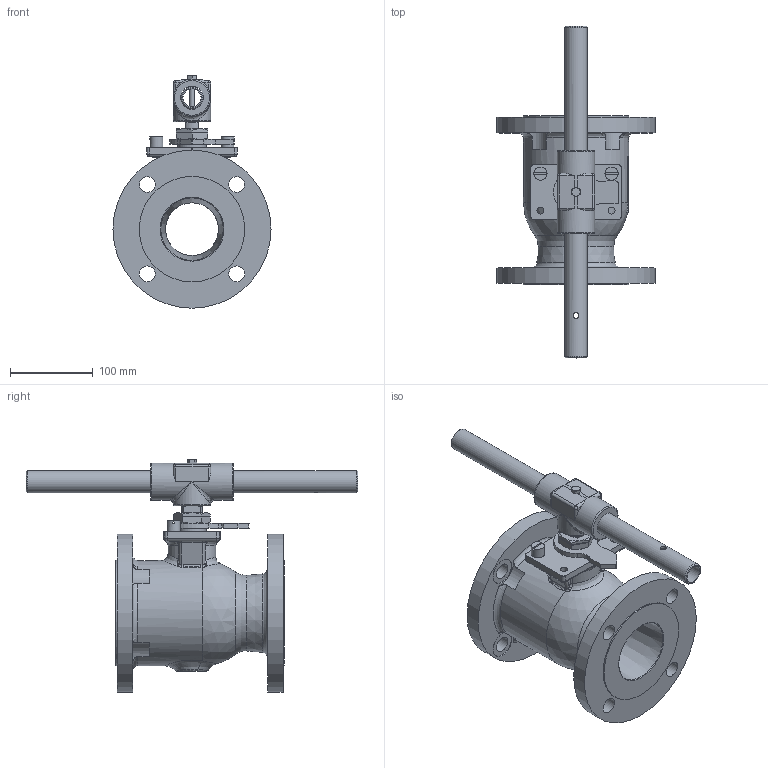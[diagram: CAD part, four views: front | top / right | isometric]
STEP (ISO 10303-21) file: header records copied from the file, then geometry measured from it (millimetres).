
FILE_DESCRIPTION((''),'2;1');
FILE_NAME('GA-F51-30-CL150-W-A-1.stp','2011-05-16T13:28:53',('jaday'),(''),'Autodesk Inventor 2009','Autodesk Inventor 2009','');
FILE_SCHEMA(('AUTOMOTIVE_DESIGN { 1 0 10303 214 1 1 1 1 }'));
Length unit declared in the file: millimetre
Products named in the file (9): GA-F51-30-CL150-W-A-1; GA-B05130-50100-A-1; GA-F51-30-STEM-BUILD-A-1; GA-51-30-041-A-1; GA-51-30-031-A-1; GA-44-30-061-A-1; GA-51-30-014-A-1; B00030-01026-A-1; M06-8-045-110-A-1
Assembly tree (9 placements, depth 2):
  GA-F51-30-CL150-W-A-1
    GA-B05130-50100-A-1
    GA-F51-30-STEM-BUILD-A-1
    GA-51-30-041-A-1
    GA-51-30-031-A-1  x2
    GA-44-30-061-A-1
    GA-51-30-014-A-1
    B00030-01026-A-1
    M06-8-045-110-A-1
Bounding box: 190.5 x 400 x 280.03 mm (x, y, z)
Volume: 2525283.7 mm3; surface area: 354417.7 mm2
Topology: 9 solids, 9 shells, 339 faces, 811 edges, 498 vertices
Faces by surface type: plane 124, cylinder 110, bspline 55, cone 34, sphere 11, torus 5
Full cylindrical faces by diameter (mm): 6 x1, 7 x5, 7.675 x2, 10 x2, 15.84 x2, 19 x8, 21.7 x1, 26.9 x1, 27.8 x2, 31.8 x4, 34 x1, 34.03 x2, 45 x2, 63.5 x1, 127 x3, 190.5 x2
Entity records: 15205 total; most frequent: CARTESIAN_POINT 7919, DIRECTION 1434, ORIENTED_EDGE 1408, EDGE_CURVE 704, AXIS2_PLACEMENT_3D 594, VERTEX_POINT 467, EDGE_LOOP 449, FACE_OUTER_BOUND 327
